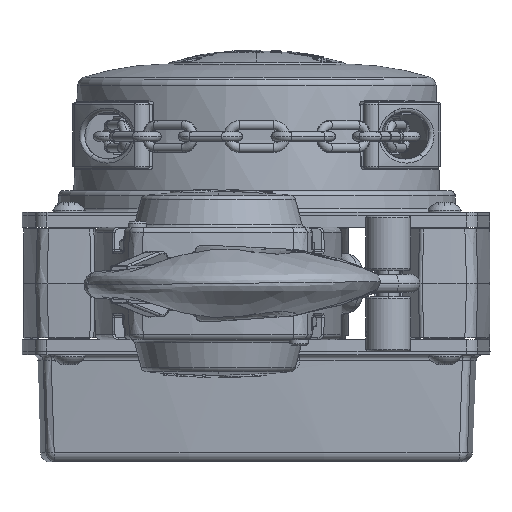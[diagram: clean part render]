
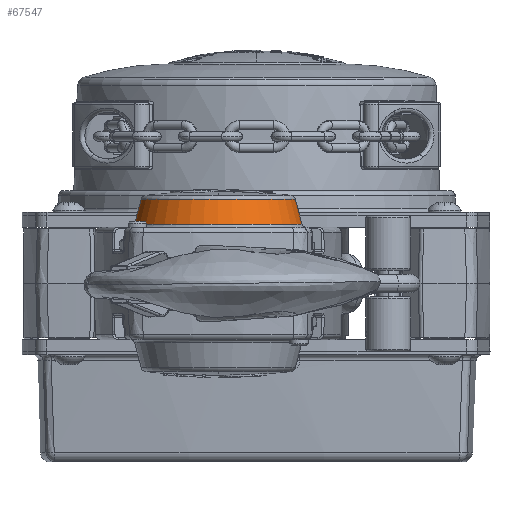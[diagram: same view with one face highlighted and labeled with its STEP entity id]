
A CAD part, front view. The second image highlights one B-rep face of the part: STEP entity #67547.
In plain terms, the highlighted conical face has half-angle 15 degrees and reference radius 45 mm.
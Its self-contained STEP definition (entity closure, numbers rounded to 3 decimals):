
#28 = CONICAL_SURFACE ( 'NONE', #29, 45., 0.262 ) ;
#29 = AXIS2_PLACEMENT_3D ( 'NONE', #4709, #4707, #4704 ) ;
#4704 = DIRECTION ( 'NONE',  ( 1., 0., 0. ) ) ;
#4705 = FACE_OUTER_BOUND ( 'NONE', #18951, .T. ) ;
#4707 = DIRECTION ( 'NONE',  ( 0., 0., -1. ) ) ;
#4709 = CARTESIAN_POINT ( 'NONE',  ( -20.5, -318., 30. ) ) ;
#18951 = EDGE_LOOP ( 'NONE', ( #81489, #81490, #81491, #81492 ) ) ;
#57716 = EDGE_CURVE ( 'NONE', #78411, #78412, #58056, .T. ) ;
#57718 = EDGE_CURVE ( 'NONE', #78410, #78413, #58059, .T. ) ;
#57719 = EDGE_CURVE ( 'NONE', #78413, #78411, #59205, .T. ) ;
#57720 = EDGE_CURVE ( 'NONE', #78410, #78412, #59240, .T. ) ;
#58056 = CIRCLE ( 'NONE', #58060, 44.603 ) ;
#58059 = CIRCLE ( 'NONE', #58064, 41.043 ) ;
#58060 = AXIS2_PLACEMENT_3D ( 'NONE', #59229, #59230, #59231 ) ;
#58063 = VECTOR ( 'NONE', #59239, 1000. ) ;
#58064 = AXIS2_PLACEMENT_3D ( 'NONE', #59236, #59237, #59238 ) ;
#58065 = VECTOR ( 'NONE', #59242, 1000. ) ;
#59205 = LINE ( 'NONE', #59232, #58063 ) ;
#59229 = CARTESIAN_POINT ( 'NONE',  ( -20.5, -318., 31.482 ) ) ;
#59230 = DIRECTION ( 'NONE',  ( 0., 0., 1. ) ) ;
#59231 = DIRECTION ( 'NONE',  ( -1., 0., 0. ) ) ;
#59232 = CARTESIAN_POINT ( 'NONE',  ( -65.5, -318., 30. ) ) ;
#59236 = CARTESIAN_POINT ( 'NONE',  ( -20.5, -318., 44.766 ) ) ;
#59237 = DIRECTION ( 'NONE',  ( 0., 0., -1. ) ) ;
#59238 = DIRECTION ( 'NONE',  ( -1., 0., 0. ) ) ;
#59239 = DIRECTION ( 'NONE',  ( -0.259, 0., -0.966 ) ) ;
#59240 = LINE ( 'NONE', #59241, #58065 ) ;
#59241 = CARTESIAN_POINT ( 'NONE',  ( 24.5, -318., 30. ) ) ;
#59242 = DIRECTION ( 'NONE',  ( 0.259, 0., -0.966 ) ) ;
#67547 = ADVANCED_FACE ( 'NONE', ( #4705 ), #28, .T. ) ;
#71714 = CARTESIAN_POINT ( 'NONE',  ( 20.543, -318., 44.766 ) ) ;
#71716 = CARTESIAN_POINT ( 'NONE',  ( -65.103, -318., 31.482 ) ) ;
#71717 = CARTESIAN_POINT ( 'NONE',  ( 24.103, -318., 31.482 ) ) ;
#71718 = CARTESIAN_POINT ( 'NONE',  ( -61.543, -318., 44.766 ) ) ;
#78410 = VERTEX_POINT ( 'NONE', #71714 ) ;
#78411 = VERTEX_POINT ( 'NONE', #71716 ) ;
#78412 = VERTEX_POINT ( 'NONE', #71717 ) ;
#78413 = VERTEX_POINT ( 'NONE', #71718 ) ;
#81489 = ORIENTED_EDGE ( 'NONE', *, *, #57718, .T. ) ;
#81490 = ORIENTED_EDGE ( 'NONE', *, *, #57719, .T. ) ;
#81491 = ORIENTED_EDGE ( 'NONE', *, *, #57716, .T. ) ;
#81492 = ORIENTED_EDGE ( 'NONE', *, *, #57720, .F. ) ;
